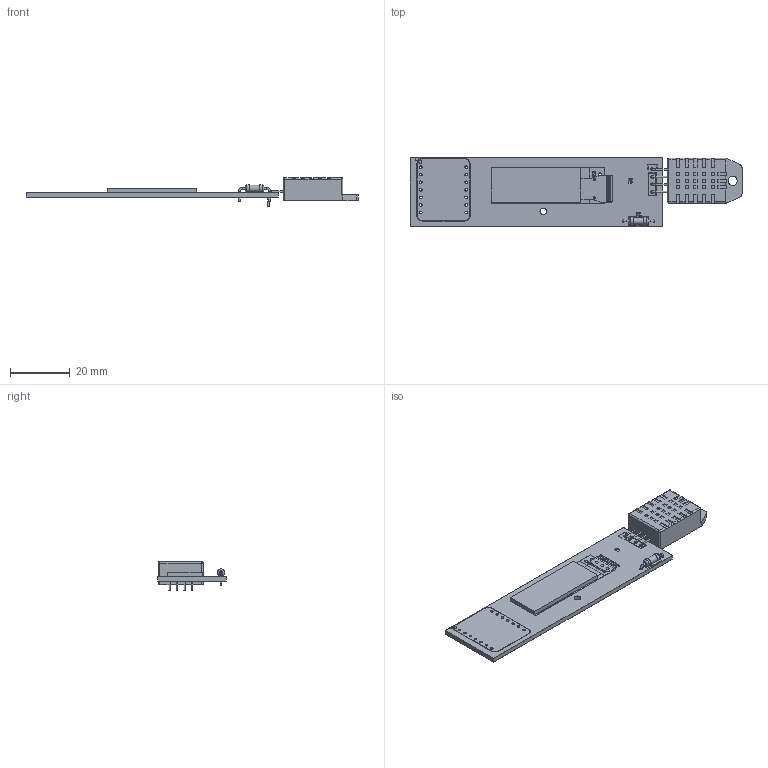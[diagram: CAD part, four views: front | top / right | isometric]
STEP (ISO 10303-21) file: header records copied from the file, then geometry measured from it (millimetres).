
FILE_DESCRIPTION(('KiCad electronic assembly'),'2;1');
FILE_NAME('HumidityDetectorDesktop.step','2025-12-02T10:34:54',('Pcbnew' ),('Kicad'),'Open CASCADE STEP processor 7.8', 'KiCad to STEP converter','Unknown');
FILE_SCHEMA(('AUTOMOTIVE_DESIGN { 1 0 10303 214 1 1 1 1 }'));
Length unit declared in the file: millimetre
Products named in the file (9): HumidityDetectorDesktop 1; DHT22; SSD1306_OLED-0.91-128x32; R_Axial_DIN0207_L6.3mm_D2.5mm_P10.16mm_Horizontal; HumidityDetectorDesktop_silkscreen; HumidityDetectorDesktop_soldermask; HumidityDetectorDesktop_PCB; HumidityDetectorDesktop 2
Assembly tree (7 placements, depth 2):
  HumidityDetectorDesktop 1
    DHT22
    SSD1306_OLED-0.91-128x32
    R_Axial_DIN0207_L6.3mm_D2.5mm_P10.16mm_Horizontal
    HumidityDetectorDesktop_silkscreen
    HumidityDetectorDesktop_soldermask
    HumidityDetectorDesktop_soldermask
    HumidityDetectorDesktop_PCB
  HumidityDetectorDesktop 2
Bounding box: 111.51 x 23.05 x 9.72 mm (x, y, z)
Volume: 5875.1 mm3; surface area: 10655 mm2
Topology: 19 solids, 57 shells, 360 faces, 1521 edges, 1260 vertices
Faces by surface type: plane 291, cylinder 59, torus 8, sphere 2
Full cylindrical faces by diameter (mm): 0.5 x8, 0.6 x4, 0.8 x4, 0.889 x14, 1 x4, 1.016 x4, 2.2 x1, 2.25 x1, 2.5 x2, 3 x1
Entity records: 18076 total; most frequent: CARTESIAN_POINT 3184, DIRECTION 2618, ORIENTED_EDGE 2284, EDGE_CURVE 1521, VERTEX_POINT 1260, LINE 1130, VECTOR 1130, AXIS2_PLACEMENT_3D 744
